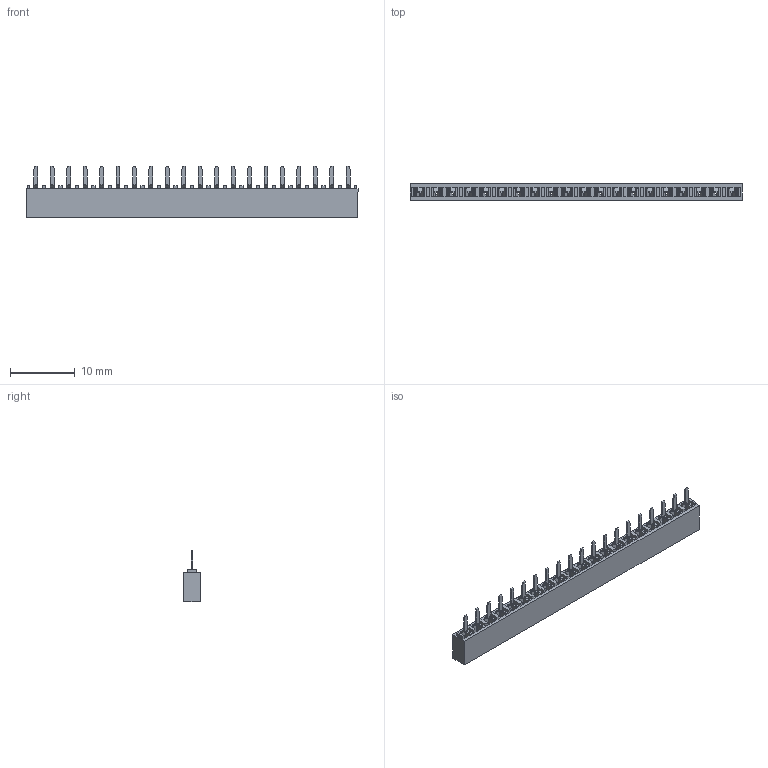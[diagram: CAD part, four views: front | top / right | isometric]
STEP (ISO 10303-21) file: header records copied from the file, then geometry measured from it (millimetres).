
FILE_DESCRIPTION (( 'STEP AP214' ), '1' );
FILE_NAME ('FFH25410-S20S1004K6K-REF.STEP', '2026-01-13T01:43:35', ( '' ), ( '' ), 'SwSTEP 2.0', 'SolidWorks 2021', '' );
FILE_SCHEMA (( 'AUTOMOTIVE_DESIGN' ));
Length unit declared in the file: millimetre
Products named in the file (1): FFH25410-S20S1004K6K-REF
Bounding box: 51.3 x 2.54 x 8 mm (x, y, z)
Volume: 467.7 mm3; surface area: 1797.8 mm2
Topology: 1 solids, 1 shells, 1611 faces, 4064 edges, 2456 vertices
Faces by surface type: plane 1291, cylinder 320
Entity records: 47172 total; most frequent: CARTESIAN_POINT 8132, ORIENTED_EDGE 8128, DIRECTION 7928, EDGE_CURVE 4064, VECTOR 3424, LINE 3424, VERTEX_POINT 2456, AXIS2_PLACEMENT_3D 2252
